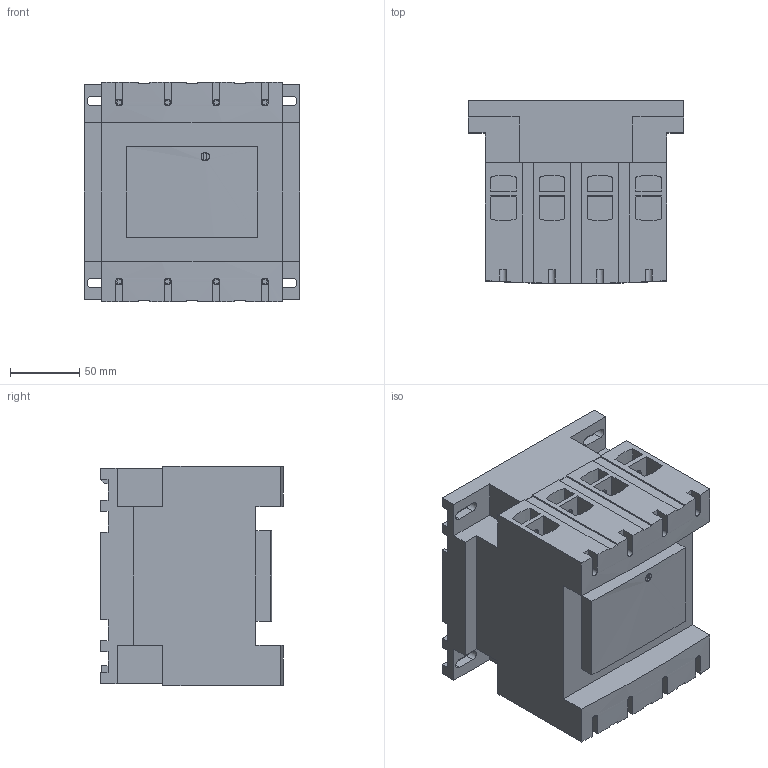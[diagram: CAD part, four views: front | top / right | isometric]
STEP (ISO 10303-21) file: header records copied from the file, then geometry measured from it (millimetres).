
FILE_DESCRIPTION((''),'2;1');
FILE_NAME('LC1D115004P7','2017-12-12T',('SESA468396'),('Schneider-Electric'),'PRO/ENGINEER BY PARAMETRIC TECHNOLOGY CORPORATION, 2015440','PRO/ENGINEER BY PARAMETRIC TECHNOLOGY CORPORATION, 2015440','');
FILE_SCHEMA(('CONFIG_CONTROL_DESIGN'));
Length unit declared in the file: millimetre
Products named in the file (1): LC1D115004P7
Bounding box: 155 x 132 x 158 mm (x, y, z)
Volume: 2283434.2 mm3; surface area: 167549.2 mm2
Topology: 1 solids, 1 shells, 369 faces, 995 edges, 658 vertices
Faces by surface type: plane 308, cylinder 61
Entity records: 11611 total; most frequent: CARTESIAN_POINT 2134, ORIENTED_EDGE 1990, DIRECTION 1855, EDGE_CURVE 995, VECTOR 853, LINE 853, VERTEX_POINT 658, AXIS2_PLACEMENT_3D 501
